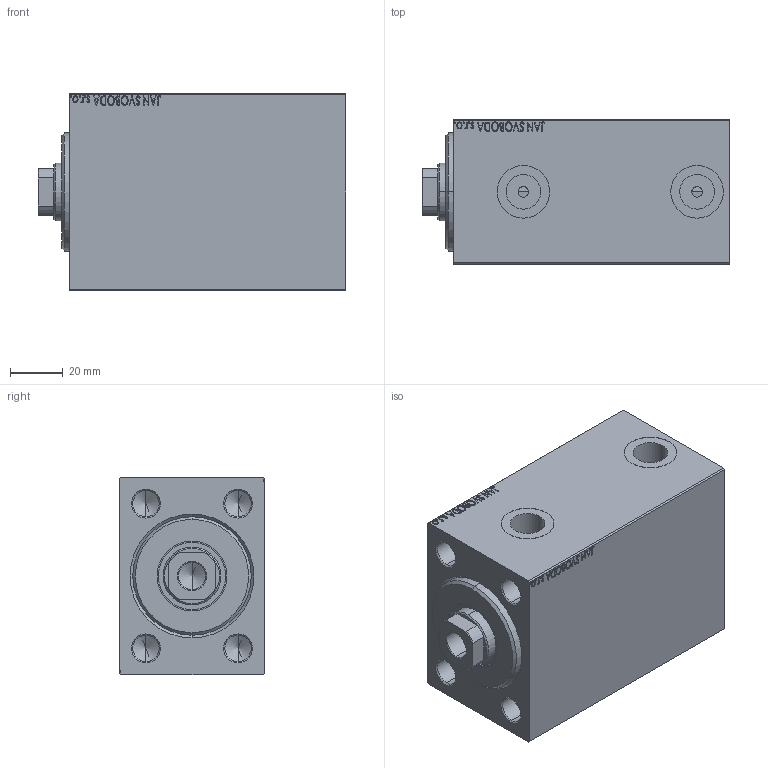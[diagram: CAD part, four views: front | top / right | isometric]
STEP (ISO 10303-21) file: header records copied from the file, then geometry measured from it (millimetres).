
FILE_DESCRIPTION (( 'STEP AP203' ), '1' );
FILE_NAME ('ba9d.STEP', '2022-04-17T11:18:57', ( '' ), ( '' ), 'SwSTEP 2.0', 'SolidWorks 2019', '' );
FILE_SCHEMA (( 'CONFIG_CONTROL_DESIGN' ));
Length unit declared in the file: millimetre
Products named in the file (4): V450CM_VC_B 91786199c31a1f3a65bb1ccf1f3327a5; V450CM_B_Body 91786199c31a1f3a65bb1ccf1f3327a5; ba9d; V450CM_B_VCP 91786199c31a1f3a65bb1ccf1f3327a5
Assembly tree (3 placements, depth 2):
  ba9d
    V450CM_B_Body 91786199c31a1f3a65bb1ccf1f3327a5
    V450CM_B_VCP 91786199c31a1f3a65bb1ccf1f3327a5
    V450CM_VC_B 91786199c31a1f3a65bb1ccf1f3327a5
Bounding box: 117 x 55 x 75 mm (x, y, z)
Volume: 396774 mm3; surface area: 70576 mm2
Topology: 3 solids, 3 shells, 898 faces, 2300 edges, 1505 vertices
Faces by surface type: plane 406, bspline 380, cylinder 66, cone 46
Entity records: 45030 total; most frequent: CARTESIAN_POINT 25417, ORIENTED_EDGE 4564, DIRECTION 2706, EDGE_CURVE 2282, VERTEX_POINT 1505, LINE 1346, VECTOR 1346, EDGE_LOOP 1023
